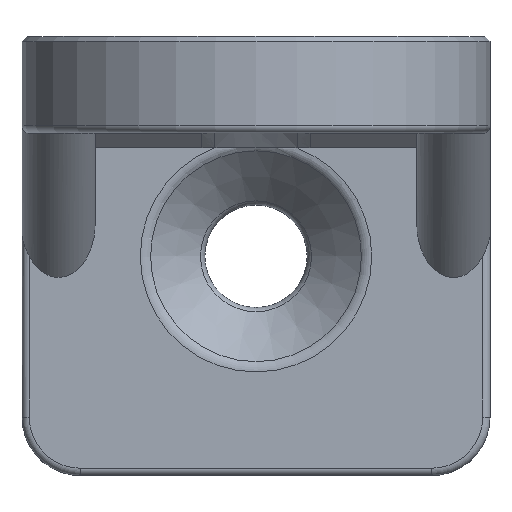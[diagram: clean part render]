
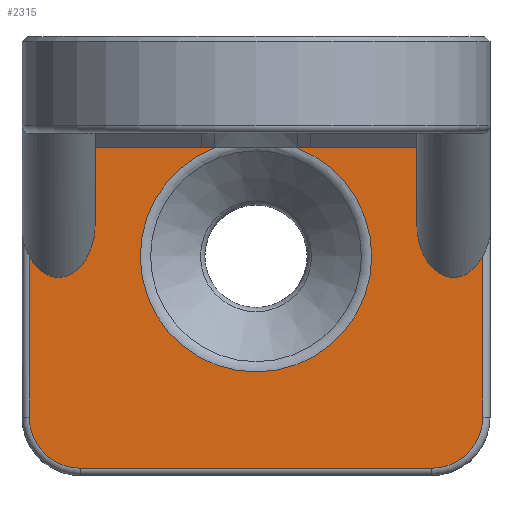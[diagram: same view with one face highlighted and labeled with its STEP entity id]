
A CAD part, top view. The second image highlights one B-rep face of the part: STEP entity #2315.
In plain terms, the highlighted planar face has unit normal (0, 0, 1).
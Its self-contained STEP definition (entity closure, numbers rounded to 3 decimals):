
#51=ELLIPSE('',#2540,3.625,2.5);
#52=ELLIPSE('',#2541,3.625,2.5);
#108=CIRCLE('',#2370,7.914);
#112=CIRCLE('',#2374,7.914);
#161=CIRCLE('',#2530,3.5);
#162=CIRCLE('',#2532,3.5);
#191=B_SPLINE_CURVE_WITH_KNOTS('',3,(#3289,#3290,#3291,#3292),
 .UNSPECIFIED.,.F.,.F.,(4,4),(1.031,1.119),
 .UNSPECIFIED.);
#198=B_SPLINE_CURVE_WITH_KNOTS('',3,(#3378,#3379,#3380,#3381),
 .UNSPECIFIED.,.F.,.F.,(4,4),(0.381,0.469),
 .UNSPECIFIED.);
#326=FACE_OUTER_BOUND('',#472,.T.);
#472=EDGE_LOOP('',(#1932,#1933,#1934,#1935,#1936,#1937,#1938,#1939,#1940,
#1941,#1942,#1943,#1944,#1945,#1946));
#513=LINE('',#3269,#705);
#518=LINE('',#3386,#710);
#522=LINE('',#3402,#714);
#677=LINE('',#4009,#869);
#679=LINE('',#4030,#871);
#680=LINE('',#4039,#872);
#685=LINE('',#4052,#877);
#705=VECTOR('',#2607,10.);
#710=VECTOR('',#2614,10.);
#714=VECTOR('',#2632,10.);
#869=VECTOR('',#3091,10.);
#871=VECTOR('',#3109,10.);
#872=VECTOR('',#3112,10.);
#877=VECTOR('',#3127,10.);
#895=VERTEX_POINT('',#3263);
#897=VERTEX_POINT('',#3267);
#899=VERTEX_POINT('',#3287);
#903=VERTEX_POINT('',#3342);
#905=VERTEX_POINT('',#3376);
#906=VERTEX_POINT('',#3383);
#908=VERTEX_POINT('',#3389);
#912=VERTEX_POINT('',#3400);
#1084=VERTEX_POINT('',#4005);
#1085=VERTEX_POINT('',#4007);
#1086=VERTEX_POINT('',#4011);
#1087=VERTEX_POINT('',#4015);
#1089=VERTEX_POINT('',#4021);
#1091=VERTEX_POINT('',#4032);
#1094=VERTEX_POINT('',#4050);
#1111=EDGE_CURVE('',#897,#895,#513,.T.);
#1113=EDGE_CURVE('',#899,#897,#191,.T.);
#1122=EDGE_CURVE('',#905,#903,#198,.T.);
#1124=EDGE_CURVE('',#906,#905,#518,.T.);
#1126=EDGE_CURVE('',#903,#908,#108,.T.);
#1130=EDGE_CURVE('',#908,#899,#112,.T.);
#1133=EDGE_CURVE('',#906,#912,#522,.T.);
#1390=EDGE_CURVE('',#1085,#1084,#677,.T.);
#1392=EDGE_CURVE('',#1086,#1085,#161,.T.);
#1393=EDGE_CURVE('',#1084,#1087,#162,.T.);
#1398=EDGE_CURVE('',#1087,#1089,#679,.T.);
#1400=EDGE_CURVE('',#1091,#1086,#680,.T.);
#1405=EDGE_CURVE('',#1089,#912,#51,.F.);
#1406=EDGE_CURVE('',#1094,#1091,#52,.F.);
#1407=EDGE_CURVE('',#1094,#895,#685,.T.);
#1932=ORIENTED_EDGE('',*,*,#1113,.F.);
#1933=ORIENTED_EDGE('',*,*,#1130,.F.);
#1934=ORIENTED_EDGE('',*,*,#1126,.F.);
#1935=ORIENTED_EDGE('',*,*,#1122,.F.);
#1936=ORIENTED_EDGE('',*,*,#1124,.F.);
#1937=ORIENTED_EDGE('',*,*,#1133,.T.);
#1938=ORIENTED_EDGE('',*,*,#1405,.F.);
#1939=ORIENTED_EDGE('',*,*,#1398,.F.);
#1940=ORIENTED_EDGE('',*,*,#1393,.F.);
#1941=ORIENTED_EDGE('',*,*,#1390,.F.);
#1942=ORIENTED_EDGE('',*,*,#1392,.F.);
#1943=ORIENTED_EDGE('',*,*,#1400,.F.);
#1944=ORIENTED_EDGE('',*,*,#1406,.F.);
#1945=ORIENTED_EDGE('',*,*,#1407,.T.);
#1946=ORIENTED_EDGE('',*,*,#1111,.F.);
#2196=PLANE('',#2539);
#2315=ADVANCED_FACE('',(#326),#2196,.T.);
#2370=AXIS2_PLACEMENT_3D('',#3390,#2618,#2619);
#2374=AXIS2_PLACEMENT_3D('',#3396,#2626,#2627);
#2530=AXIS2_PLACEMENT_3D('',#4013,#3096,#3097);
#2532=AXIS2_PLACEMENT_3D('',#4016,#3100,#3101);
#2539=AXIS2_PLACEMENT_3D('',#4048,#3121,#3122);
#2540=AXIS2_PLACEMENT_3D('',#4049,#3123,#3124);
#2541=AXIS2_PLACEMENT_3D('',#4051,#3125,#3126);
#2607=DIRECTION('',(1.,0.,0.));
#2614=DIRECTION('',(1.,0.,0.));
#2618=DIRECTION('center_axis',(0.,0.,1.));
#2619=DIRECTION('ref_axis',(-1.,0.,0.));
#2626=DIRECTION('center_axis',(0.,0.,1.));
#2627=DIRECTION('ref_axis',(-1.,0.,0.));
#2632=DIRECTION('',(0.,-1.,0.));
#3091=DIRECTION('',(-1.,0.,0.));
#3096=DIRECTION('center_axis',(0.,0.,-1.));
#3097=DIRECTION('ref_axis',(0.707,-0.707,0.));
#3100=DIRECTION('center_axis',(0.,0.,-1.));
#3101=DIRECTION('ref_axis',(-0.707,-0.707,0.));
#3109=DIRECTION('',(0.,1.,0.));
#3112=DIRECTION('',(0.,-1.,0.));
#3121=DIRECTION('center_axis',(0.,0.,1.));
#3122=DIRECTION('ref_axis',(1.,0.,0.));
#3123=DIRECTION('center_axis',(0.,0.,-1.));
#3124=DIRECTION('ref_axis',(0.,-1.,0.));
#3125=DIRECTION('center_axis',(0.,0.,-1.));
#3126=DIRECTION('ref_axis',(0.,-1.,0.));
#3127=DIRECTION('',(0.,1.,0.));
#3263=CARTESIAN_POINT('',(11.,7.4,0.));
#3267=CARTESIAN_POINT('',(3.693,7.4,0.));
#3269=CARTESIAN_POINT('',(-7.5,7.4,0.));
#3287=CARTESIAN_POINT('',(2.806,7.4,0.));
#3289=CARTESIAN_POINT('Ctrl Pts',(2.806,7.4,0.));
#3290=CARTESIAN_POINT('Ctrl Pts',(3.102,7.4,0.));
#3291=CARTESIAN_POINT('Ctrl Pts',(3.397,7.4,0.));
#3292=CARTESIAN_POINT('Ctrl Pts',(3.693,7.4,0.));
#3342=CARTESIAN_POINT('',(-2.806,7.4,0.));
#3376=CARTESIAN_POINT('',(-3.693,7.4,0.));
#3378=CARTESIAN_POINT('Ctrl Pts',(-3.693,7.4,0.));
#3379=CARTESIAN_POINT('Ctrl Pts',(-3.397,7.4,0.));
#3380=CARTESIAN_POINT('Ctrl Pts',(-3.102,7.4,0.));
#3381=CARTESIAN_POINT('Ctrl Pts',(-2.806,7.4,0.));
#3383=CARTESIAN_POINT('',(-11.,7.4,0.));
#3386=CARTESIAN_POINT('',(-7.5,7.4,0.));
#3389=CARTESIAN_POINT('',(7.914,0.,0.));
#3390=CARTESIAN_POINT('Origin',(0.,0.,0.));
#3396=CARTESIAN_POINT('Origin',(0.,0.,0.));
#3400=CARTESIAN_POINT('',(-11.,2.175,0.));
#3402=CARTESIAN_POINT('',(-11.,2.1,0.));
#4005=CARTESIAN_POINT('',(-12.,-14.5,0.));
#4007=CARTESIAN_POINT('',(12.,-14.5,0.));
#4009=CARTESIAN_POINT('',(7.5,-14.5,0.));
#4011=CARTESIAN_POINT('',(15.5,-11.,0.));
#4013=CARTESIAN_POINT('Origin',(12.,-11.,0.));
#4015=CARTESIAN_POINT('',(-15.5,-11.,0.));
#4016=CARTESIAN_POINT('Origin',(-12.,-11.,0.));
#4021=CARTESIAN_POINT('',(-15.5,0.,0.));
#4030=CARTESIAN_POINT('',(-15.5,-7.5,0.));
#4032=CARTESIAN_POINT('',(15.5,0.,0.));
#4039=CARTESIAN_POINT('',(15.5,7.5,0.));
#4048=CARTESIAN_POINT('Origin',(0.,0.,0.));
#4049=CARTESIAN_POINT('Origin',(-13.5,2.175,0.));
#4050=CARTESIAN_POINT('',(11.,2.175,0.));
#4051=CARTESIAN_POINT('Origin',(13.5,2.175,0.));
#4052=CARTESIAN_POINT('',(11.,2.1,0.));
